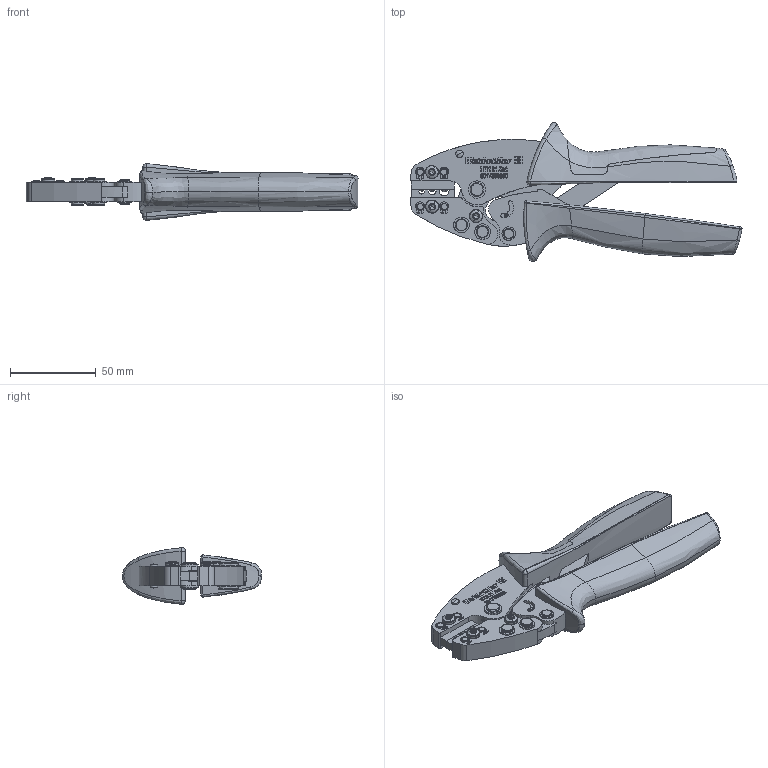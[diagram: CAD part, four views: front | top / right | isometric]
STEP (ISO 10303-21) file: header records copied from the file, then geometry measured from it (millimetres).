
FILE_DESCRIPTION(('CATIA V5 STEP Exchange','CAx-IF Rec.Pracs.--- Model Styling and Organization---1.5--- 2016-08-15','CAx-IF Rec.Pracs.---Supplemental Geometry---1.0---2011-11-01','CAx-IF Rec.Pracs.--- Composite Materials ---1.1---2010-07-15'),'2;1');
FILE_NAME ('033464-2_1', '2024-11-13T07:44:39+00:00', ('none'), ('Weidmueller'), 'CATIA Version 5-6 Release 2022 SP4 HF5', 'CATIA V5 STEP AP214 v3', 'none');
FILE_SCHEMA(('AUTOMOTIVE_DESIGN { 1 0 10303 214 1 1 1 1 }'));
Length unit declared in the file: millimetre
Products named in the file (1): 9017380000_HTN_21_ZERT_AllCATPart
Bounding box: 193.63 x 81.1 x 33.02 mm (x, y, z)
Volume: 140475.4 mm3; surface area: 32787.3 mm2
Topology: 1 solids, 2 shells, 1392 faces, 3894 edges, 2582 vertices
Faces by surface type: plane 532, extrusion 406, cylinder 256, bspline 128, cone 38, torus 18, sphere 14
Entity records: 57280 total; most frequent: CARTESIAN_POINT 24381, ORIENTED_EDGE 7764, DIRECTION 4017, EDGE_CURVE 3882, VERTEX_POINT 2582, VECTOR 2281, LINE 1875, B_SPLINE_CURVE_WITH_KNOTS 1711
